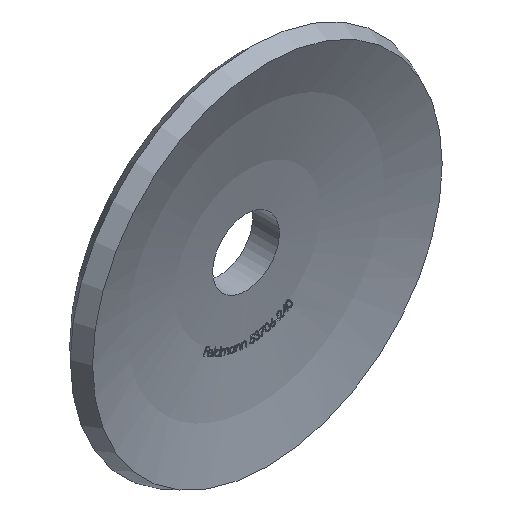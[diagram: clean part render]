
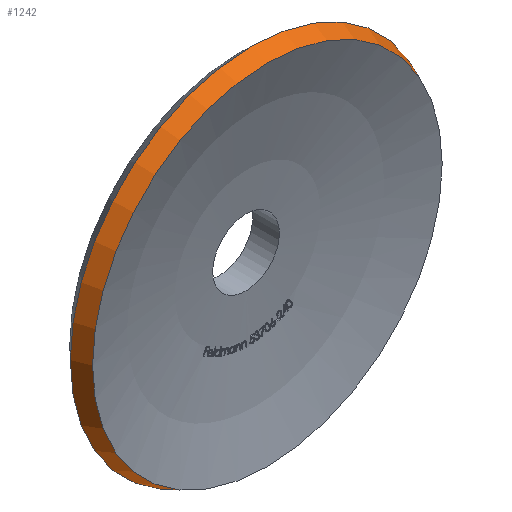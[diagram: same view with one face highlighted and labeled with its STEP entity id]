
A CAD part, isometric view. The second image highlights one B-rep face of the part: STEP entity #1242.
In plain terms, the highlighted conical face has half-angle 22 degrees and reference radius 32.797 mm.
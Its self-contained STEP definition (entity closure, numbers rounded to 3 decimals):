
#857 = VERTEX_POINT ( 'NONE', #7228 ) ;
#1077 = ORIENTED_EDGE ( 'NONE', *, *, #7115, .F. ) ;
#1236 = DIRECTION ( 'NONE',  ( 0., 0., -1. ) ) ;
#1242 = ADVANCED_FACE ( 'NONE', ( #3827, #3404 ), #2438, .T. ) ;
#1280 = EDGE_LOOP ( 'NONE', ( #9075 ) ) ;
#1725 = CIRCLE ( 'NONE', #8693, 32.798 ) ;
#2038 = DIRECTION ( 'NONE',  ( 0., 0., -1. ) ) ;
#2078 = DIRECTION ( 'NONE',  ( 0., -1., 0. ) ) ;
#2438 = CONICAL_SURFACE ( 'NONE', #9583, 32.798, 0.384 ) ;
#2469 = AXIS2_PLACEMENT_3D ( 'NONE', #4646, #2078, #2038 ) ;
#2899 = DIRECTION ( 'NONE',  ( 0., 1., 0. ) ) ;
#3359 = VERTEX_POINT ( 'NONE', #3565 ) ;
#3404 = FACE_BOUND ( 'NONE', #9623, .T. ) ;
#3565 = CARTESIAN_POINT ( 'NONE',  ( 0., 0., -32.798 ) ) ;
#3827 = FACE_OUTER_BOUND ( 'NONE', #1280, .T. ) ;
#3954 = CARTESIAN_POINT ( 'NONE',  ( 0., 0., 0. ) ) ;
#4646 = CARTESIAN_POINT ( 'NONE',  ( 0., 2.976, 0. ) ) ;
#7115 = EDGE_CURVE ( 'NONE', #3359, #3359, #1725, .T. ) ;
#7228 = CARTESIAN_POINT ( 'NONE',  ( 0., 2.976, -34. ) ) ;
#7341 = CARTESIAN_POINT ( 'NONE',  ( 0., 0., 0. ) ) ;
#7432 = DIRECTION ( 'NONE',  ( 0., -1., 0. ) ) ;
#8055 = EDGE_CURVE ( 'NONE', #857, #857, #8856, .T. ) ;
#8236 = DIRECTION ( 'NONE',  ( 0., 0., 1. ) ) ;
#8693 = AXIS2_PLACEMENT_3D ( 'NONE', #3954, #7432, #1236 ) ;
#8856 = CIRCLE ( 'NONE', #2469, 34. ) ;
#9075 = ORIENTED_EDGE ( 'NONE', *, *, #8055, .T. ) ;
#9583 = AXIS2_PLACEMENT_3D ( 'NONE', #7341, #2899, #8236 ) ;
#9623 = EDGE_LOOP ( 'NONE', ( #1077 ) ) ;
